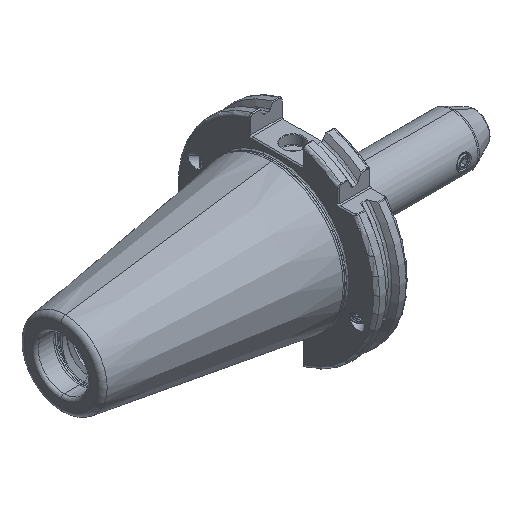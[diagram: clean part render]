
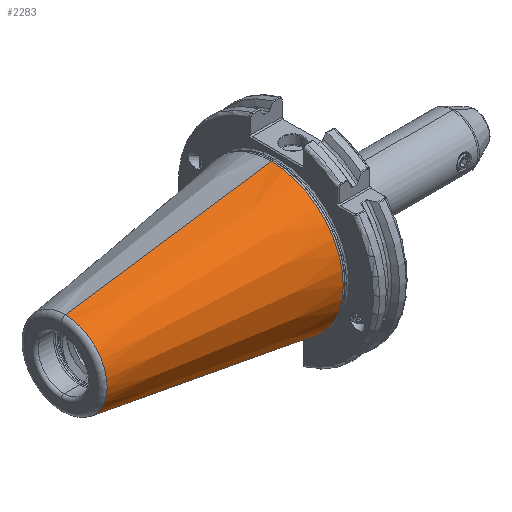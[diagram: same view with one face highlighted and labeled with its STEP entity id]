
A CAD part, isometric view. The second image highlights one B-rep face of the part: STEP entity #2283.
In plain terms, the highlighted conical face has half-angle 8.297 degrees and reference radius 35.392 mm.
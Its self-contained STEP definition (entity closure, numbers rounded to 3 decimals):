
#931 = FACE_OUTER_BOUND ( 'NONE', #8268, .T. ) ;
#941 = CONICAL_SURFACE ( 'NONE', #7363, 35.392, 0.145 ) ;
#2283 = ADVANCED_FACE ( 'NONE', ( #931 ), #941, .T. ) ;
#4448 = DIRECTION ( 'NONE',  ( 0.99, 0., -0.144 ) ) ;
#4450 = CARTESIAN_POINT ( 'NONE',  ( 0., 0., -35.392 ) ) ;
#4883 = EDGE_CURVE ( 'NONE', #27159, #27022, #5683, .T. ) ;
#4918 = EDGE_CURVE ( 'NONE', #27039, #8220, #5244, .T. ) ;
#4922 = EDGE_CURVE ( 'NONE', #27163, #27039, #5217, .T. ) ;
#5091 = EDGE_CURVE ( 'NONE', #27163, #27159, #5411, .T. ) ;
#5095 = EDGE_CURVE ( 'NONE', #8220, #27022, #5381, .T. ) ;
#5215 = VECTOR ( 'NONE', #21711, 1000. ) ;
#5217 = LINE ( 'NONE', #21693, #5215 ) ;
#5244 = CIRCLE ( 'NONE', #16693, 35.027 ) ;
#5381 = CIRCLE ( 'NONE', #16758, 35.027 ) ;
#5411 = CIRCLE ( 'NONE', #16753, 20.399 ) ;
#5683 = LINE ( 'NONE', #4450, #5689 ) ;
#5689 = VECTOR ( 'NONE', #4448, 1000. ) ;
#6976 = DIRECTION ( 'NONE',  ( 0., 0., -1. ) ) ;
#6995 = DIRECTION ( 'NONE',  ( 1., 0., 0. ) ) ;
#6998 = CARTESIAN_POINT ( 'NONE',  ( 0., 0., 0. ) ) ;
#7363 = AXIS2_PLACEMENT_3D ( 'NONE', #6998, #6995, #6976 ) ;
#8220 = VERTEX_POINT ( 'NONE', #16343 ) ;
#8268 = EDGE_LOOP ( 'NONE', ( #24197, #24148, #24157, #24173, #24147 ) ) ;
#11989 = DIRECTION ( 'NONE',  ( 0., 0., 1. ) ) ;
#12032 = CARTESIAN_POINT ( 'NONE',  ( -102.811, 0., 0. ) ) ;
#12064 = DIRECTION ( 'NONE',  ( 1., 0., 0. ) ) ;
#12088 = CARTESIAN_POINT ( 'NONE',  ( -2.5, 0., 0. ) ) ;
#12130 = DIRECTION ( 'NONE',  ( 0., 1., 0. ) ) ;
#12131 = DIRECTION ( 'NONE',  ( 1., 0., 0. ) ) ;
#16343 = CARTESIAN_POINT ( 'NONE',  ( -2.5, -35.027, 0. ) ) ;
#16693 = AXIS2_PLACEMENT_3D ( 'NONE', #21703, #21706, #21678 ) ;
#16753 = AXIS2_PLACEMENT_3D ( 'NONE', #12032, #12064, #11989 ) ;
#16758 = AXIS2_PLACEMENT_3D ( 'NONE', #12088, #12131, #12130 ) ;
#21678 = DIRECTION ( 'NONE',  ( 0., 1., 0. ) ) ;
#21693 = CARTESIAN_POINT ( 'NONE',  ( 0., 0., 35.392 ) ) ;
#21703 = CARTESIAN_POINT ( 'NONE',  ( -2.5, 0., 0. ) ) ;
#21706 = DIRECTION ( 'NONE',  ( 1., 0., 0. ) ) ;
#21711 = DIRECTION ( 'NONE',  ( 0.99, 0., 0.144 ) ) ;
#23011 = CARTESIAN_POINT ( 'NONE',  ( -2.5, 0., -35.027 ) ) ;
#23030 = CARTESIAN_POINT ( 'NONE',  ( -2.5, 0., 35.027 ) ) ;
#23047 = CARTESIAN_POINT ( 'NONE',  ( -102.811, 0., -20.399 ) ) ;
#23057 = CARTESIAN_POINT ( 'NONE',  ( -102.811, 0., 20.399 ) ) ;
#24147 = ORIENTED_EDGE ( 'NONE', *, *, #4918, .F. ) ;
#24148 = ORIENTED_EDGE ( 'NONE', *, *, #5091, .T. ) ;
#24157 = ORIENTED_EDGE ( 'NONE', *, *, #4883, .T. ) ;
#24173 = ORIENTED_EDGE ( 'NONE', *, *, #5095, .F. ) ;
#24197 = ORIENTED_EDGE ( 'NONE', *, *, #4922, .F. ) ;
#27022 = VERTEX_POINT ( 'NONE', #23011 ) ;
#27039 = VERTEX_POINT ( 'NONE', #23030 ) ;
#27159 = VERTEX_POINT ( 'NONE', #23047 ) ;
#27163 = VERTEX_POINT ( 'NONE', #23057 ) ;
